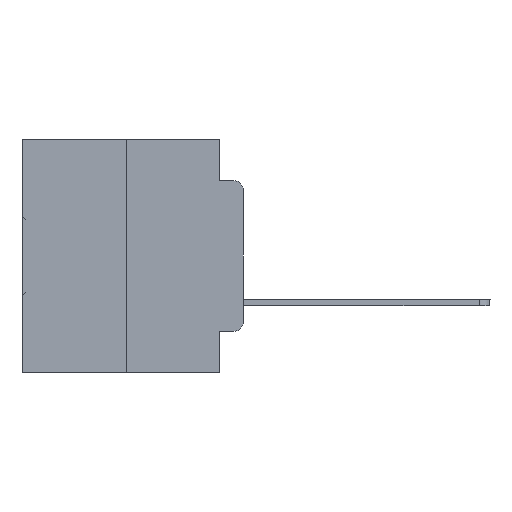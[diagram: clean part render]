
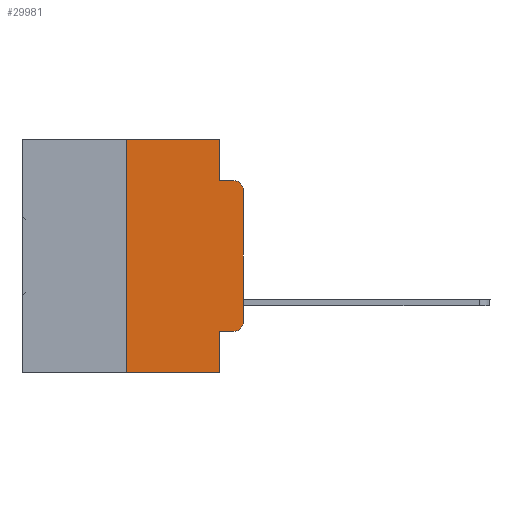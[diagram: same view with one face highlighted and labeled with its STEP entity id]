
A CAD part, left-side view. The second image highlights one B-rep face of the part: STEP entity #29981.
In plain terms, the highlighted planar face has unit normal (-1, 0, 0).
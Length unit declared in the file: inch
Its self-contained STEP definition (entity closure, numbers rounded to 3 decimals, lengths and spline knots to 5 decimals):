
#57 = CARTESIAN_POINT ( 'NONE',  ( 0., 0.02, -0.0885 ) ) ;
#132 = EDGE_CURVE ( 'NONE', #8169, #21365, #9830, .T. ) ;
#593 = EDGE_CURVE ( 'NONE', #24323, #2823, #3339, .T. ) ;
#606 = CARTESIAN_POINT ( 'NONE',  ( 0., 0.051, -0.4115 ) ) ;
#1211 = DIRECTION ( 'NONE',  ( 0., 0., -1. ) ) ;
#1766 = ORIENTED_EDGE ( 'NONE', *, *, #3774, .F. ) ;
#2464 = CARTESIAN_POINT ( 'NONE',  ( 0., 0., -0.1085 ) ) ;
#2612 = CARTESIAN_POINT ( 'NONE',  ( 0., 0.051, -0.4115 ) ) ;
#2823 = VERTEX_POINT ( 'NONE', #9051 ) ;
#3066 = DIRECTION ( 'NONE',  ( 0., 0., -1. ) ) ;
#3119 = ORIENTED_EDGE ( 'NONE', *, *, #18077, .T. ) ;
#3233 = CARTESIAN_POINT ( 'NONE',  ( 0., 0.051, 0. ) ) ;
#3339 = LINE ( 'NONE', #606, #21108 ) ;
#3440 = DIRECTION ( 'NONE',  ( 0., 0., 1. ) ) ;
#3757 = LINE ( 'NONE', #3233, #18047 ) ;
#3774 = EDGE_CURVE ( 'NONE', #24323, #15699, #20606, .T. ) ;
#3848 = AXIS2_PLACEMENT_3D ( 'NONE', #7835, #28651, #5293 ) ;
#5121 = EDGE_CURVE ( 'NONE', #33282, #33471, #26906, .T. ) ;
#5131 = CARTESIAN_POINT ( 'NONE',  ( 0., 0.051, 0. ) ) ;
#5293 = DIRECTION ( 'NONE',  ( 0., 0., -1. ) ) ;
#6114 = LINE ( 'NONE', #29325, #6292 ) ;
#6292 = VECTOR ( 'NONE', #16511, 39.37008 ) ;
#6322 = EDGE_CURVE ( 'NONE', #30634, #21365, #25622, .T. ) ;
#7651 = EDGE_LOOP ( 'NONE', ( #9591, #10695, #24178, #20991, #9684, #19581, #3119, #1766, #16528, #17612 ) ) ;
#7835 = CARTESIAN_POINT ( 'NONE',  ( 0., 0.02, -0.1085 ) ) ;
#7937 = CARTESIAN_POINT ( 'NONE',  ( 0., 0.25, -0.5 ) ) ;
#7957 = VECTOR ( 'NONE', #30530, 39.37008 ) ;
#8169 = VERTEX_POINT ( 'NONE', #2464 ) ;
#8898 = PLANE ( 'NONE',  #31886 ) ;
#9051 = CARTESIAN_POINT ( 'NONE',  ( 0., 0.02, -0.4115 ) ) ;
#9152 = CARTESIAN_POINT ( 'NONE',  ( 0., 0.02, -0.3915 ) ) ;
#9591 = ORIENTED_EDGE ( 'NONE', *, *, #21837, .T. ) ;
#9684 = ORIENTED_EDGE ( 'NONE', *, *, #22523, .F. ) ;
#9830 = CIRCLE ( 'NONE', #3848, 0.02 ) ;
#10001 = LINE ( 'NONE', #25865, #16815 ) ;
#10101 = CARTESIAN_POINT ( 'NONE',  ( 0., 0.051, -0.0885 ) ) ;
#10695 = ORIENTED_EDGE ( 'NONE', *, *, #132, .T. ) ;
#11044 = DIRECTION ( 'NONE',  ( 0., 0., 1. ) ) ;
#11350 = VECTOR ( 'NONE', #3440, 39.37008 ) ;
#12853 = CARTESIAN_POINT ( 'NONE',  ( 0., 0.051, -0.0885 ) ) ;
#14190 = DIRECTION ( 'NONE',  ( 1., 0., 0. ) ) ;
#14964 = DIRECTION ( 'NONE',  ( 0., -1., 0. ) ) ;
#15699 = VERTEX_POINT ( 'NONE', #20541 ) ;
#16239 = VECTOR ( 'NONE', #11044, 39.37008 ) ;
#16290 = VERTEX_POINT ( 'NONE', #5131 ) ;
#16511 = DIRECTION ( 'NONE',  ( 0., -1., 0. ) ) ;
#16528 = ORIENTED_EDGE ( 'NONE', *, *, #593, .T. ) ;
#16756 = FACE_OUTER_BOUND ( 'NONE', #7651, .T. ) ;
#16815 = VECTOR ( 'NONE', #14964, 39.37008 ) ;
#17612 = ORIENTED_EDGE ( 'NONE', *, *, #31785, .T. ) ;
#18047 = VECTOR ( 'NONE', #3066, 39.37008 ) ;
#18077 = EDGE_CURVE ( 'NONE', #33282, #15699, #6114, .T. ) ;
#19389 = CARTESIAN_POINT ( 'NONE',  ( 0., 0., -0.3915 ) ) ;
#19581 = ORIENTED_EDGE ( 'NONE', *, *, #5121, .F. ) ;
#20541 = CARTESIAN_POINT ( 'NONE',  ( 0., 0.051, -0.5 ) ) ;
#20606 = LINE ( 'NONE', #33084, #7957 ) ;
#20991 = ORIENTED_EDGE ( 'NONE', *, *, #27164, .F. ) ;
#21108 = VECTOR ( 'NONE', #29114, 39.37008 ) ;
#21359 = LINE ( 'NONE', #26988, #11350 ) ;
#21365 = VERTEX_POINT ( 'NONE', #57 ) ;
#21837 = EDGE_CURVE ( 'NONE', #26448, #8169, #21359, .T. ) ;
#22523 = EDGE_CURVE ( 'NONE', #33471, #16290, #10001, .T. ) ;
#23244 = CIRCLE ( 'NONE', #30888, 0.02 ) ;
#24178 = ORIENTED_EDGE ( 'NONE', *, *, #6322, .F. ) ;
#24323 = VERTEX_POINT ( 'NONE', #2612 ) ;
#24333 = DIRECTION ( 'NONE',  ( -1., 0., 0. ) ) ;
#25622 = LINE ( 'NONE', #12853, #28282 ) ;
#25865 = CARTESIAN_POINT ( 'NONE',  ( 0., 0.473, 0. ) ) ;
#25965 = DIRECTION ( 'NONE',  ( 0., -1., 0. ) ) ;
#26448 = VERTEX_POINT ( 'NONE', #19389 ) ;
#26906 = LINE ( 'NONE', #31550, #16239 ) ;
#26988 = CARTESIAN_POINT ( 'NONE',  ( 0., 0., 0. ) ) ;
#27158 = CARTESIAN_POINT ( 'NONE',  ( 0., 0.473, 0. ) ) ;
#27164 = EDGE_CURVE ( 'NONE', #16290, #30634, #3757, .T. ) ;
#27216 = DIRECTION ( 'NONE',  ( 0., 0., -1. ) ) ;
#28282 = VECTOR ( 'NONE', #25965, 39.37008 ) ;
#28651 = DIRECTION ( 'NONE',  ( -1., 0., 0. ) ) ;
#29114 = DIRECTION ( 'NONE',  ( 0., -1., 0. ) ) ;
#29325 = CARTESIAN_POINT ( 'NONE',  ( 0., 0.473, -0.5 ) ) ;
#29767 = CARTESIAN_POINT ( 'NONE',  ( 0., 0.25, 0. ) ) ;
#29981 = ADVANCED_FACE ( 'NONE', ( #16756 ), #8898, .F. ) ;
#30530 = DIRECTION ( 'NONE',  ( 0., 0., -1. ) ) ;
#30634 = VERTEX_POINT ( 'NONE', #10101 ) ;
#30888 = AXIS2_PLACEMENT_3D ( 'NONE', #9152, #24333, #27216 ) ;
#31550 = CARTESIAN_POINT ( 'NONE',  ( 0., 0.25, 0. ) ) ;
#31785 = EDGE_CURVE ( 'NONE', #2823, #26448, #23244, .T. ) ;
#31886 = AXIS2_PLACEMENT_3D ( 'NONE', #27158, #14190, #1211 ) ;
#33084 = CARTESIAN_POINT ( 'NONE',  ( 0., 0.051, 0. ) ) ;
#33282 = VERTEX_POINT ( 'NONE', #7937 ) ;
#33471 = VERTEX_POINT ( 'NONE', #29767 ) ;
